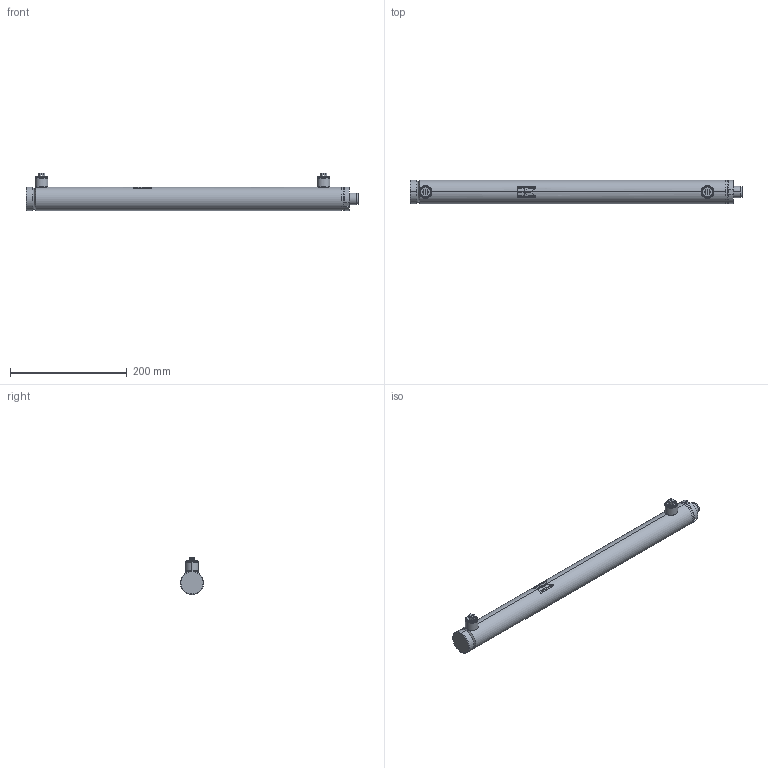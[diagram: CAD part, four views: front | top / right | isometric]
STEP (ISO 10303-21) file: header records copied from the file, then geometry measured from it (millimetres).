
FILE_DESCRIPTION (( 'STEP AP214' ), '1' );
FILE_NAME ('CFGCY0063842-Cylinder.step', '2024-01-19T06:41:25', ( 'Kramp IT' ), ( 'Kramp' ), 'SwSTEP 2.0', 'SolidWorks 2021', '' );
FILE_SCHEMA (( 'AUTOMOTIVE_DESIGN' ));
Length unit declared in the file: millimetre
Products named in the file (17): Tube-MA_Simplified; Tube_Simplified; DS2903004_Simplified; DS3903001A; DS2903004VM_Simplified; Rod_Simplified; DS2903013020VM_Simplified; SLBMM1215; CFGCY0063842-Cylinder; LSN04E; DS2903013020_Simplified; ATT-NONE; SP04M; Rod-WA_Simplified; MATE-AID; Tube-WA_Simplified
Assembly tree (16 placements, depth 4):
  CFGCY0063842-Cylinder
    Tube-WA_Simplified
      Tube-MA_Simplified
        Tube_Simplified
        LSN04E
      LSN04E
      DS3903001A
        DS3903001A
    Rod-WA_Simplified
      Rod_Simplified
    DS2903013020VM_Simplified
      DS2903013020_Simplified
    DS2903004VM_Simplified
      DS2903004_Simplified
    SLBMM1215
    SP04M  x2
  ATT-NONE
  MATE-AID
Bounding box: 568 x 40 x 63.5 mm (x, y, z)
Volume: 531798 mm3; surface area: 179054.4 mm2
Topology: 10 solids, 10 shells, 322 faces, 730 edges, 464 vertices
Faces by surface type: plane 137, cylinder 105, cone 50, torus 26, bspline 4
Entity records: 8716 total; most frequent: CARTESIAN_POINT 1567, DIRECTION 1252, ORIENTED_EDGE 1084, EDGE_CURVE 542, AXIS2_PLACEMENT_3D 495, VERTEX_POINT 342, EDGE_LOOP 276, LINE 262
